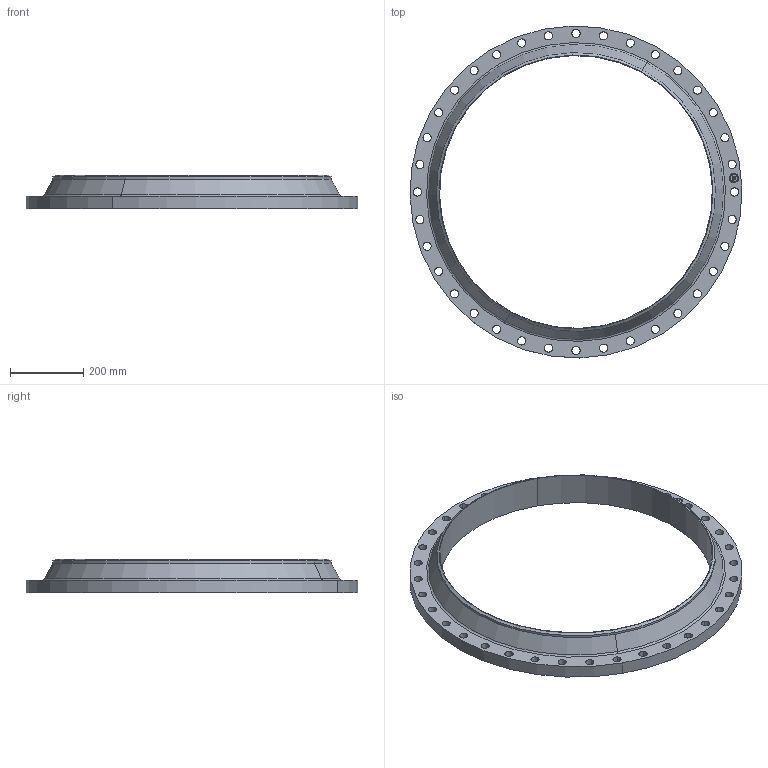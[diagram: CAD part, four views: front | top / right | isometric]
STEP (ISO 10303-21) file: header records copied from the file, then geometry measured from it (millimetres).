
FILE_DESCRIPTION(('3D STEP'),'2;1');
FILE_NAME('30-175-FF-WN-STD-BCIS-FLANGE.stp','2013-09-15T06:48:58+00:00',('Texas Flange'),(''),'CATIA Version 5 Release 20 SP 6 (IN-10)','CATIA V5 STEP AP214','800-826-3801');
FILE_SCHEMA(('AUTOMOTIVE_DESIGN { 1 0 10303 214 1 1 1 1 }'));
Length unit declared in the file: inch
Products named in the file (1): 30-175-FF-WN-STD-BCIS-FLANGE
Bounding box: 907.8 x 907.8 x 92.2 mm (x, y, z)
Volume: 9270700.3 mm3; surface area: 883206.3 mm2
Topology: 1 solids, 1 shells, 472 faces, 1350 edges, 898 vertices
Faces by surface type: plane 368, cylinder 98, cone 4, torus 2
Entity records: 17491 total; most frequent: ORIENTED_EDGE 2700, CARTESIAN_POINT 2645, DIRECTION 2142, EDGE_CURVE 1350, VECTOR 1146, LINE 1146, VERTEX_POINT 898, AXIS2_PLACEMENT_3D 601
